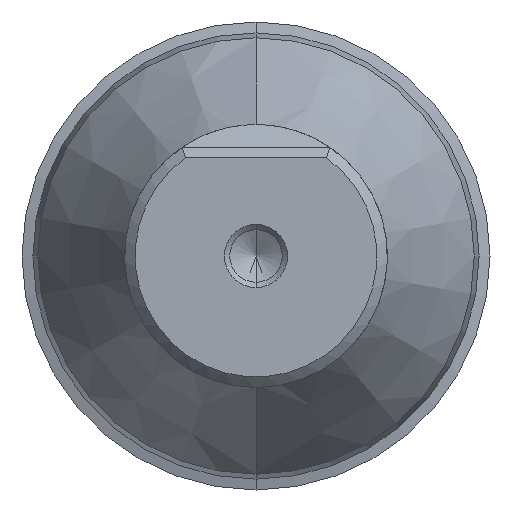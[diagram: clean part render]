
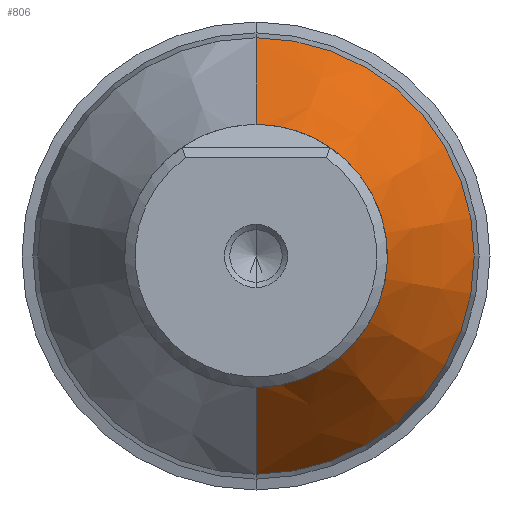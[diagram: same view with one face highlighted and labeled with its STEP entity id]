
A CAD part, front view. The second image highlights one B-rep face of the part: STEP entity #806.
In plain terms, the highlighted conical face has half-angle 27.979 degrees and reference radius 20.75 mm.
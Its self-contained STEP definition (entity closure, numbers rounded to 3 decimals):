
#15 = CARTESIAN_POINT ( 'NONE',  ( 0., 91., -20.75 ) ) ;
#39 = AXIS2_PLACEMENT_3D ( 'NONE', #411, #192, #330 ) ;
#50 = ORIENTED_EDGE ( 'NONE', *, *, #182, .T. ) ;
#52 = ORIENTED_EDGE ( 'NONE', *, *, #793, .F. ) ;
#81 = CONICAL_SURFACE ( 'NONE', #458, 20.75, 0.488 ) ;
#115 = FACE_OUTER_BOUND ( 'NONE', #840, .T. ) ;
#157 = DIRECTION ( 'NONE',  ( 0., 1., 0. ) ) ;
#159 = CARTESIAN_POINT ( 'NONE',  ( 0., 91., 0. ) ) ;
#182 = EDGE_CURVE ( 'NONE', #336, #792, #349, .T. ) ;
#192 = DIRECTION ( 'NONE',  ( 0., -1., 0. ) ) ;
#199 = AXIS2_PLACEMENT_3D ( 'NONE', #534, #819, #394 ) ;
#222 = CARTESIAN_POINT ( 'NONE',  ( 0., 91., 20.75 ) ) ;
#281 = DIRECTION ( 'NONE',  ( 0., 0.883, 0.469 ) ) ;
#330 = DIRECTION ( 'NONE',  ( 0., 0., -1. ) ) ;
#336 = VERTEX_POINT ( 'NONE', #456 ) ;
#349 = LINE ( 'NONE', #15, #478 ) ;
#364 = LINE ( 'NONE', #222, #377 ) ;
#368 = DIRECTION ( 'NONE',  ( 0., 0., 1. ) ) ;
#377 = VECTOR ( 'NONE', #281, 1000. ) ;
#394 = DIRECTION ( 'NONE',  ( 0., 0., -1. ) ) ;
#411 = CARTESIAN_POINT ( 'NONE',  ( 0., 75., 0. ) ) ;
#448 = EDGE_CURVE ( 'NONE', #792, #504, #898, .T. ) ;
#456 = CARTESIAN_POINT ( 'NONE',  ( 0., 75., -12.25 ) ) ;
#458 = AXIS2_PLACEMENT_3D ( 'NONE', #159, #157, #368 ) ;
#472 = EDGE_CURVE ( 'NONE', #336, #588, #888, .T. ) ;
#478 = VECTOR ( 'NONE', #577, 1000. ) ;
#504 = VERTEX_POINT ( 'NONE', #754 ) ;
#511 = CARTESIAN_POINT ( 'NONE',  ( 0., 91., -20.75 ) ) ;
#534 = CARTESIAN_POINT ( 'NONE',  ( 0., 91., 0. ) ) ;
#553 = ORIENTED_EDGE ( 'NONE', *, *, #448, .T. ) ;
#577 = DIRECTION ( 'NONE',  ( 0., 0.883, -0.469 ) ) ;
#588 = VERTEX_POINT ( 'NONE', #831 ) ;
#754 = CARTESIAN_POINT ( 'NONE',  ( 0., 91., 20.75 ) ) ;
#792 = VERTEX_POINT ( 'NONE', #511 ) ;
#793 = EDGE_CURVE ( 'NONE', #588, #504, #364, .T. ) ;
#806 = ADVANCED_FACE ( 'NONE', ( #115 ), #81, .T. ) ;
#819 = DIRECTION ( 'NONE',  ( 0., -1., 0. ) ) ;
#831 = CARTESIAN_POINT ( 'NONE',  ( 0., 75., 12.25 ) ) ;
#840 = EDGE_LOOP ( 'NONE', ( #850, #50, #553, #52 ) ) ;
#850 = ORIENTED_EDGE ( 'NONE', *, *, #472, .F. ) ;
#888 = CIRCLE ( 'NONE', #39, 12.25 ) ;
#898 = CIRCLE ( 'NONE', #199, 20.75 ) ;
